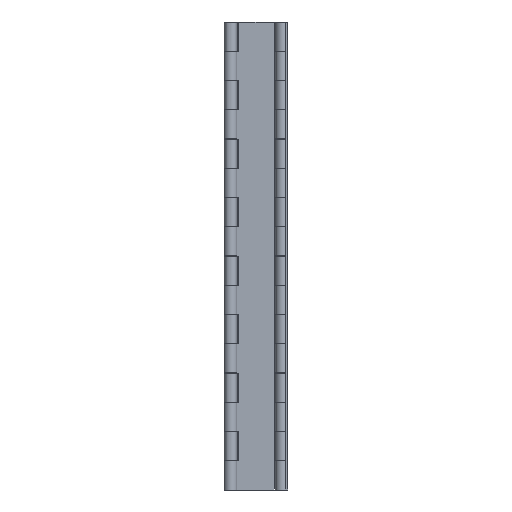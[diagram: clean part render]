
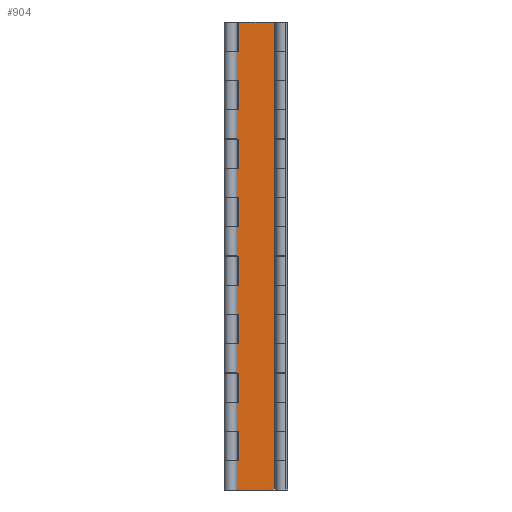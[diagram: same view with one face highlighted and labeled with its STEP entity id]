
A CAD part, front view. The second image highlights one B-rep face of the part: STEP entity #904.
In plain terms, the highlighted face is planar.
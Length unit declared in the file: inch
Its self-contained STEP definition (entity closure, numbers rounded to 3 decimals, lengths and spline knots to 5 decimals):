
#45=PLANE('',#1049);
#74=LINE('',#1398,#160);
#76=LINE('',#1412,#162);
#78=LINE('',#1421,#164);
#80=LINE('',#1430,#166);
#82=LINE('',#1439,#168);
#84=LINE('',#1448,#170);
#86=LINE('',#1457,#172);
#88=LINE('',#1466,#174);
#90=LINE('',#1472,#176);
#95=LINE('',#1481,#181);
#96=LINE('',#1484,#182);
#97=LINE('',#1486,#183);
#98=LINE('',#1487,#184);
#99=LINE('',#1489,#185);
#100=LINE('',#1491,#186);
#101=LINE('',#1492,#187);
#102=LINE('',#1494,#188);
#103=LINE('',#1496,#189);
#104=LINE('',#1497,#190);
#105=LINE('',#1499,#191);
#106=LINE('',#1501,#192);
#107=LINE('',#1502,#193);
#108=LINE('',#1504,#194);
#109=LINE('',#1506,#195);
#110=LINE('',#1507,#196);
#111=LINE('',#1509,#197);
#112=LINE('',#1511,#198);
#113=LINE('',#1512,#199);
#114=LINE('',#1514,#200);
#115=LINE('',#1516,#201);
#116=LINE('',#1517,#202);
#117=LINE('',#1518,#203);
#118=LINE('',#1520,#204);
#119=LINE('',#1521,#205);
#160=VECTOR('',#1140,39.37008);
#162=VECTOR('',#1154,39.37008);
#164=VECTOR('',#1162,39.37008);
#166=VECTOR('',#1170,39.37008);
#168=VECTOR('',#1178,39.37008);
#170=VECTOR('',#1186,39.37008);
#172=VECTOR('',#1194,39.37008);
#174=VECTOR('',#1202,39.37008);
#176=VECTOR('',#1206,39.37008);
#181=VECTOR('',#1213,39.37008);
#182=VECTOR('',#1216,39.37008);
#183=VECTOR('',#1217,39.37008);
#184=VECTOR('',#1218,39.37008);
#185=VECTOR('',#1219,39.37008);
#186=VECTOR('',#1220,39.37008);
#187=VECTOR('',#1221,39.37008);
#188=VECTOR('',#1222,39.37008);
#189=VECTOR('',#1223,39.37008);
#190=VECTOR('',#1224,39.37008);
#191=VECTOR('',#1225,39.37008);
#192=VECTOR('',#1226,39.37008);
#193=VECTOR('',#1227,39.37008);
#194=VECTOR('',#1228,39.37008);
#195=VECTOR('',#1229,39.37008);
#196=VECTOR('',#1230,39.37008);
#197=VECTOR('',#1231,39.37008);
#198=VECTOR('',#1232,39.37008);
#199=VECTOR('',#1233,39.37008);
#200=VECTOR('',#1234,39.37008);
#201=VECTOR('',#1235,39.37008);
#202=VECTOR('',#1236,39.37008);
#203=VECTOR('',#1237,39.37008);
#204=VECTOR('',#1238,39.37008);
#205=VECTOR('',#1239,39.37008);
#288=FACE_OUTER_BOUND('',#344,.T.);
#344=EDGE_LOOP('',(#686,#687,#688,#689,#690,#691,#692,#693,#694,#695,#696,
#697,#698,#699,#700,#701,#702,#703,#704,#705,#706,#707,#708,#709,#710,#711,
#712,#713,#714,#715,#716,#717,#718,#719));
#437=VERTEX_POINT('',#1391);
#440=VERTEX_POINT('',#1396);
#443=VERTEX_POINT('',#1405);
#446=VERTEX_POINT('',#1410);
#447=VERTEX_POINT('',#1414);
#450=VERTEX_POINT('',#1419);
#451=VERTEX_POINT('',#1423);
#454=VERTEX_POINT('',#1428);
#455=VERTEX_POINT('',#1432);
#458=VERTEX_POINT('',#1437);
#459=VERTEX_POINT('',#1441);
#462=VERTEX_POINT('',#1446);
#463=VERTEX_POINT('',#1450);
#466=VERTEX_POINT('',#1455);
#467=VERTEX_POINT('',#1459);
#470=VERTEX_POINT('',#1464);
#471=VERTEX_POINT('',#1468);
#473=VERTEX_POINT('',#1471);
#476=VERTEX_POINT('',#1479);
#477=VERTEX_POINT('',#1483);
#478=VERTEX_POINT('',#1485);
#479=VERTEX_POINT('',#1488);
#480=VERTEX_POINT('',#1490);
#481=VERTEX_POINT('',#1493);
#482=VERTEX_POINT('',#1495);
#483=VERTEX_POINT('',#1498);
#484=VERTEX_POINT('',#1500);
#485=VERTEX_POINT('',#1503);
#486=VERTEX_POINT('',#1505);
#487=VERTEX_POINT('',#1508);
#488=VERTEX_POINT('',#1510);
#489=VERTEX_POINT('',#1513);
#490=VERTEX_POINT('',#1515);
#491=VERTEX_POINT('',#1519);
#526=EDGE_CURVE('',#437,#440,#74,.T.);
#532=EDGE_CURVE('',#443,#446,#76,.T.);
#536=EDGE_CURVE('',#447,#450,#78,.T.);
#540=EDGE_CURVE('',#451,#454,#80,.T.);
#544=EDGE_CURVE('',#455,#458,#82,.T.);
#548=EDGE_CURVE('',#459,#462,#84,.T.);
#552=EDGE_CURVE('',#463,#466,#86,.T.);
#556=EDGE_CURVE('',#467,#470,#88,.T.);
#558=EDGE_CURVE('',#471,#473,#90,.T.);
#563=EDGE_CURVE('',#440,#476,#95,.T.);
#564=EDGE_CURVE('',#470,#477,#96,.T.);
#565=EDGE_CURVE('',#477,#478,#97,.T.);
#566=EDGE_CURVE('',#478,#463,#98,.T.);
#567=EDGE_CURVE('',#466,#479,#99,.T.);
#568=EDGE_CURVE('',#479,#480,#100,.T.);
#569=EDGE_CURVE('',#480,#459,#101,.T.);
#570=EDGE_CURVE('',#462,#481,#102,.T.);
#571=EDGE_CURVE('',#481,#482,#103,.T.);
#572=EDGE_CURVE('',#482,#455,#104,.T.);
#573=EDGE_CURVE('',#458,#483,#105,.T.);
#574=EDGE_CURVE('',#483,#484,#106,.T.);
#575=EDGE_CURVE('',#484,#451,#107,.T.);
#576=EDGE_CURVE('',#454,#485,#108,.T.);
#577=EDGE_CURVE('',#485,#486,#109,.T.);
#578=EDGE_CURVE('',#486,#447,#110,.T.);
#579=EDGE_CURVE('',#450,#487,#111,.T.);
#580=EDGE_CURVE('',#487,#488,#112,.T.);
#581=EDGE_CURVE('',#488,#443,#113,.T.);
#582=EDGE_CURVE('',#446,#489,#114,.T.);
#583=EDGE_CURVE('',#489,#490,#115,.T.);
#584=EDGE_CURVE('',#490,#437,#116,.T.);
#585=EDGE_CURVE('',#473,#476,#117,.T.);
#586=EDGE_CURVE('',#471,#491,#118,.T.);
#587=EDGE_CURVE('',#491,#467,#119,.T.);
#686=ORIENTED_EDGE('',*,*,#556,.T.);
#687=ORIENTED_EDGE('',*,*,#564,.T.);
#688=ORIENTED_EDGE('',*,*,#565,.T.);
#689=ORIENTED_EDGE('',*,*,#566,.T.);
#690=ORIENTED_EDGE('',*,*,#552,.T.);
#691=ORIENTED_EDGE('',*,*,#567,.T.);
#692=ORIENTED_EDGE('',*,*,#568,.T.);
#693=ORIENTED_EDGE('',*,*,#569,.T.);
#694=ORIENTED_EDGE('',*,*,#548,.T.);
#695=ORIENTED_EDGE('',*,*,#570,.T.);
#696=ORIENTED_EDGE('',*,*,#571,.T.);
#697=ORIENTED_EDGE('',*,*,#572,.T.);
#698=ORIENTED_EDGE('',*,*,#544,.T.);
#699=ORIENTED_EDGE('',*,*,#573,.T.);
#700=ORIENTED_EDGE('',*,*,#574,.T.);
#701=ORIENTED_EDGE('',*,*,#575,.T.);
#702=ORIENTED_EDGE('',*,*,#540,.T.);
#703=ORIENTED_EDGE('',*,*,#576,.T.);
#704=ORIENTED_EDGE('',*,*,#577,.T.);
#705=ORIENTED_EDGE('',*,*,#578,.T.);
#706=ORIENTED_EDGE('',*,*,#536,.T.);
#707=ORIENTED_EDGE('',*,*,#579,.T.);
#708=ORIENTED_EDGE('',*,*,#580,.T.);
#709=ORIENTED_EDGE('',*,*,#581,.T.);
#710=ORIENTED_EDGE('',*,*,#532,.T.);
#711=ORIENTED_EDGE('',*,*,#582,.T.);
#712=ORIENTED_EDGE('',*,*,#583,.T.);
#713=ORIENTED_EDGE('',*,*,#584,.T.);
#714=ORIENTED_EDGE('',*,*,#526,.T.);
#715=ORIENTED_EDGE('',*,*,#563,.T.);
#716=ORIENTED_EDGE('',*,*,#585,.F.);
#717=ORIENTED_EDGE('',*,*,#558,.F.);
#718=ORIENTED_EDGE('',*,*,#586,.T.);
#719=ORIENTED_EDGE('',*,*,#587,.T.);
#904=ADVANCED_FACE('',(#288),#45,.F.);
#1049=AXIS2_PLACEMENT_3D('',#1482,#1214,#1215);
#1140=DIRECTION('',(0.,0.,-1.));
#1154=DIRECTION('',(0.,0.,-1.));
#1162=DIRECTION('',(0.,0.,-1.));
#1170=DIRECTION('',(0.,0.,-1.));
#1178=DIRECTION('',(0.,0.,-1.));
#1186=DIRECTION('',(0.,0.,-1.));
#1194=DIRECTION('',(0.,0.,-1.));
#1202=DIRECTION('',(0.,0.,-1.));
#1206=DIRECTION('',(0.,-1.,0.));
#1213=DIRECTION('',(0.,-1.,0.));
#1214=DIRECTION('center_axis',(1.,0.,0.));
#1215=DIRECTION('ref_axis',(0.,1.,0.));
#1216=DIRECTION('',(0.,-1.,0.));
#1217=DIRECTION('',(0.,0.,-1.));
#1218=DIRECTION('',(0.,1.,0.));
#1219=DIRECTION('',(0.,-1.,0.));
#1220=DIRECTION('',(0.,0.,-1.));
#1221=DIRECTION('',(0.,1.,0.));
#1222=DIRECTION('',(0.,-1.,0.));
#1223=DIRECTION('',(0.,0.,-1.));
#1224=DIRECTION('',(0.,1.,0.));
#1225=DIRECTION('',(0.,-1.,0.));
#1226=DIRECTION('',(0.,0.,-1.));
#1227=DIRECTION('',(0.,1.,0.));
#1228=DIRECTION('',(0.,-1.,0.));
#1229=DIRECTION('',(0.,0.,-1.));
#1230=DIRECTION('',(0.,1.,0.));
#1231=DIRECTION('',(0.,-1.,0.));
#1232=DIRECTION('',(0.,0.,-1.));
#1233=DIRECTION('',(0.,1.,0.));
#1234=DIRECTION('',(0.,-1.,0.));
#1235=DIRECTION('',(0.,0.,-1.));
#1236=DIRECTION('',(0.,1.,0.));
#1237=DIRECTION('',(0.,0.,-1.));
#1238=DIRECTION('',(0.,0.,-1.));
#1239=DIRECTION('',(0.,1.,0.));
#1391=CARTESIAN_POINT('',(0.125,-0.17493,1.));
#1396=CARTESIAN_POINT('',(0.125,-0.17493,0.));
#1398=CARTESIAN_POINT('',(0.125,-0.17493,16.));
#1405=CARTESIAN_POINT('',(0.125,-0.17493,3.));
#1410=CARTESIAN_POINT('',(0.125,-0.17493,2.));
#1412=CARTESIAN_POINT('',(0.125,-0.17493,16.));
#1414=CARTESIAN_POINT('',(0.125,-0.17493,5.));
#1419=CARTESIAN_POINT('',(0.125,-0.17493,4.));
#1421=CARTESIAN_POINT('',(0.125,-0.17493,16.));
#1423=CARTESIAN_POINT('',(0.125,-0.17493,7.));
#1428=CARTESIAN_POINT('',(0.125,-0.17493,6.));
#1430=CARTESIAN_POINT('',(0.125,-0.17493,16.));
#1432=CARTESIAN_POINT('',(0.125,-0.17493,9.));
#1437=CARTESIAN_POINT('',(0.125,-0.17493,8.));
#1439=CARTESIAN_POINT('',(0.125,-0.17493,16.));
#1441=CARTESIAN_POINT('',(0.125,-0.17493,11.));
#1446=CARTESIAN_POINT('',(0.125,-0.17493,10.));
#1448=CARTESIAN_POINT('',(0.125,-0.17493,16.));
#1450=CARTESIAN_POINT('',(0.125,-0.17493,13.));
#1455=CARTESIAN_POINT('',(0.125,-0.17493,12.));
#1457=CARTESIAN_POINT('',(0.125,-0.17493,16.));
#1459=CARTESIAN_POINT('',(0.125,-0.17493,15.));
#1464=CARTESIAN_POINT('',(0.125,-0.17493,14.));
#1466=CARTESIAN_POINT('',(0.125,-0.17493,16.));
#1468=CARTESIAN_POINT('',(0.125,-0.285,16.));
#1471=CARTESIAN_POINT('',(0.125,-1.5,16.));
#1472=CARTESIAN_POINT('',(0.125,-1.5,16.));
#1479=CARTESIAN_POINT('',(0.125,-1.5,0.));
#1481=CARTESIAN_POINT('',(0.125,-1.5,0.));
#1482=CARTESIAN_POINT('Origin',(0.125,-1.5,16.));
#1483=CARTESIAN_POINT('',(0.125,-0.285,14.));
#1484=CARTESIAN_POINT('',(0.125,-1.5,14.));
#1485=CARTESIAN_POINT('',(0.125,-0.285,13.));
#1486=CARTESIAN_POINT('',(0.125,-0.285,16.));
#1487=CARTESIAN_POINT('',(0.125,-1.5,13.));
#1488=CARTESIAN_POINT('',(0.125,-0.285,12.));
#1489=CARTESIAN_POINT('',(0.125,-1.5,12.));
#1490=CARTESIAN_POINT('',(0.125,-0.285,11.));
#1491=CARTESIAN_POINT('',(0.125,-0.285,16.));
#1492=CARTESIAN_POINT('',(0.125,-1.5,11.));
#1493=CARTESIAN_POINT('',(0.125,-0.285,10.));
#1494=CARTESIAN_POINT('',(0.125,-1.5,10.));
#1495=CARTESIAN_POINT('',(0.125,-0.285,9.));
#1496=CARTESIAN_POINT('',(0.125,-0.285,16.));
#1497=CARTESIAN_POINT('',(0.125,-1.5,9.));
#1498=CARTESIAN_POINT('',(0.125,-0.285,8.));
#1499=CARTESIAN_POINT('',(0.125,-1.5,8.));
#1500=CARTESIAN_POINT('',(0.125,-0.285,7.));
#1501=CARTESIAN_POINT('',(0.125,-0.285,16.));
#1502=CARTESIAN_POINT('',(0.125,-1.5,7.));
#1503=CARTESIAN_POINT('',(0.125,-0.285,6.));
#1504=CARTESIAN_POINT('',(0.125,-1.5,6.));
#1505=CARTESIAN_POINT('',(0.125,-0.285,5.));
#1506=CARTESIAN_POINT('',(0.125,-0.285,16.));
#1507=CARTESIAN_POINT('',(0.125,-1.5,5.));
#1508=CARTESIAN_POINT('',(0.125,-0.285,4.));
#1509=CARTESIAN_POINT('',(0.125,-1.5,4.));
#1510=CARTESIAN_POINT('',(0.125,-0.285,3.));
#1511=CARTESIAN_POINT('',(0.125,-0.285,16.));
#1512=CARTESIAN_POINT('',(0.125,-1.5,3.));
#1513=CARTESIAN_POINT('',(0.125,-0.285,2.));
#1514=CARTESIAN_POINT('',(0.125,-1.5,2.));
#1515=CARTESIAN_POINT('',(0.125,-0.285,1.));
#1516=CARTESIAN_POINT('',(0.125,-0.285,16.));
#1517=CARTESIAN_POINT('',(0.125,-1.5,1.));
#1518=CARTESIAN_POINT('',(0.125,-1.5,16.));
#1519=CARTESIAN_POINT('',(0.125,-0.285,15.));
#1520=CARTESIAN_POINT('',(0.125,-0.285,16.));
#1521=CARTESIAN_POINT('',(0.125,-1.5,15.));
